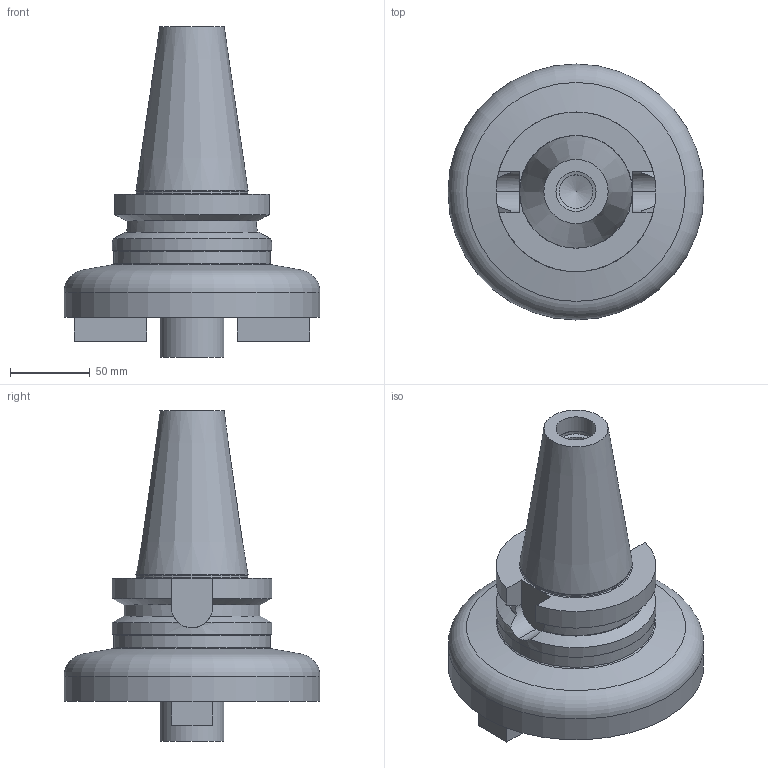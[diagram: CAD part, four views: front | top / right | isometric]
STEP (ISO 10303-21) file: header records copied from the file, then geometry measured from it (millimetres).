
FILE_DESCRIPTION(/* description */ (''),/* implementation_level */ '2;1');
FILE_NAME(/* name */ '1713878405419.stp',/* time_stamp */ '2024-04-23T15:20:10+02:00',/* author */ (''),/* organization */ ('SMS'),/* preprocessor_version */ 'ST-DEVELOPER v16.7',/* originating_system */ 'SIEMENS PLM Software NX 12.0',/* authorisation */ '');
FILE_SCHEMA (('AUTOMOTIVE_DESIGN { 1 0 10303 214 3 1 1 1 }'));
Length unit declared in the file: millimetre
Products named in the file (1): 205280843mod000_00
Bounding box: 160 x 160 x 206.8 mm (x, y, z)
Volume: 1218125.8 mm3; surface area: 96368.8 mm2
Topology: 1 solids, 1 shells, 62 faces, 159 edges, 106 vertices
Faces by surface type: plane 28, cylinder 20, cone 10, torus 4
Full cylindrical faces by diameter (mm): 21 x1, 25.017 x1, 25.466 x1, 40 x1, 69.4 x1, 98 x1, 99.973 x1, 160 x1
Entity records: 1819 total; most frequent: CARTESIAN_POINT 400, DIRECTION 282, ORIENTED_EDGE 260, EDGE_CURVE 130, AXIS2_PLACEMENT_3D 110, VERTEX_POINT 93, EDGE_LOOP 84, LINE 62
